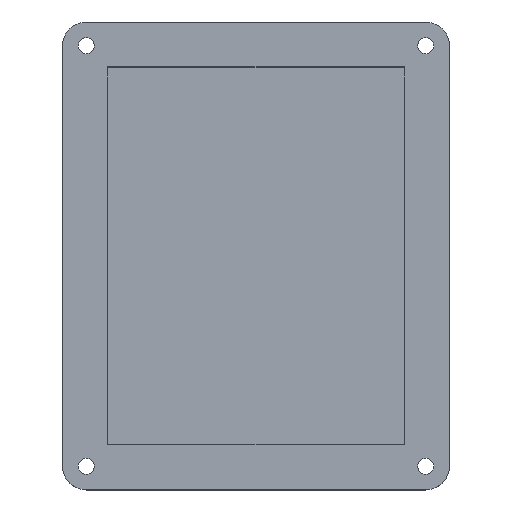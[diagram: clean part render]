
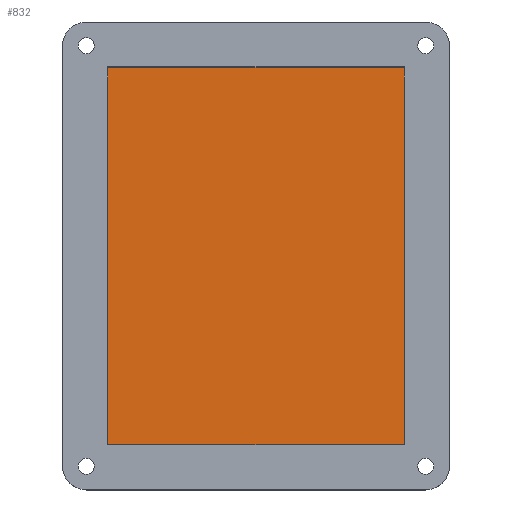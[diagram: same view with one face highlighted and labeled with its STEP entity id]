
A CAD part, top view. The second image highlights one B-rep face of the part: STEP entity #832.
In plain terms, the highlighted planar face has unit normal (0, 0, 1).
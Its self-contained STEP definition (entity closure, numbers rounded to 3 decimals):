
#52=PLANE('',#946);
#95=FACE_OUTER_BOUND('',#157,.T.);
#157=EDGE_LOOP('',(#714,#715,#716,#717));
#218=LINE('',#1413,#278);
#225=LINE('',#1447,#285);
#226=LINE('',#1449,#286);
#227=LINE('',#1450,#287);
#278=VECTOR('',#1136,10.);
#285=VECTOR('',#1189,10.);
#286=VECTOR('',#1190,10.);
#287=VECTOR('',#1191,10.);
#411=VERTEX_POINT('',#1410);
#412=VERTEX_POINT('',#1412);
#416=VERTEX_POINT('',#1446);
#417=VERTEX_POINT('',#1448);
#504=EDGE_CURVE('',#411,#412,#218,.T.);
#521=EDGE_CURVE('',#416,#411,#225,.T.);
#522=EDGE_CURVE('',#417,#416,#226,.T.);
#523=EDGE_CURVE('',#412,#417,#227,.T.);
#714=ORIENTED_EDGE('',*,*,#504,.F.);
#715=ORIENTED_EDGE('',*,*,#521,.F.);
#716=ORIENTED_EDGE('',*,*,#522,.F.);
#717=ORIENTED_EDGE('',*,*,#523,.F.);
#832=ADVANCED_FACE('',(#95),#52,.T.);
#946=AXIS2_PLACEMENT_3D('',#1445,#1187,#1188);
#1136=DIRECTION('',(-1.,0.,0.));
#1187=DIRECTION('center_axis',(0.,0.,1.));
#1188=DIRECTION('ref_axis',(1.,0.,0.));
#1189=DIRECTION('',(0.,-1.,0.));
#1190=DIRECTION('',(1.,0.,0.));
#1191=DIRECTION('',(0.,1.,0.));
#1410=CARTESIAN_POINT('',(34.132,-44.318,0.));
#1412=CARTESIAN_POINT('',(-28.568,-44.318,0.));
#1413=CARTESIAN_POINT('',(18.457,-44.318,0.));
#1445=CARTESIAN_POINT('Origin',(2.782,-4.403,0.));
#1446=CARTESIAN_POINT('',(34.132,35.512,0.));
#1447=CARTESIAN_POINT('',(34.132,15.554,0.));
#1448=CARTESIAN_POINT('',(-28.568,35.512,0.));
#1449=CARTESIAN_POINT('',(-12.893,35.512,0.));
#1450=CARTESIAN_POINT('',(-28.568,-24.361,0.));
